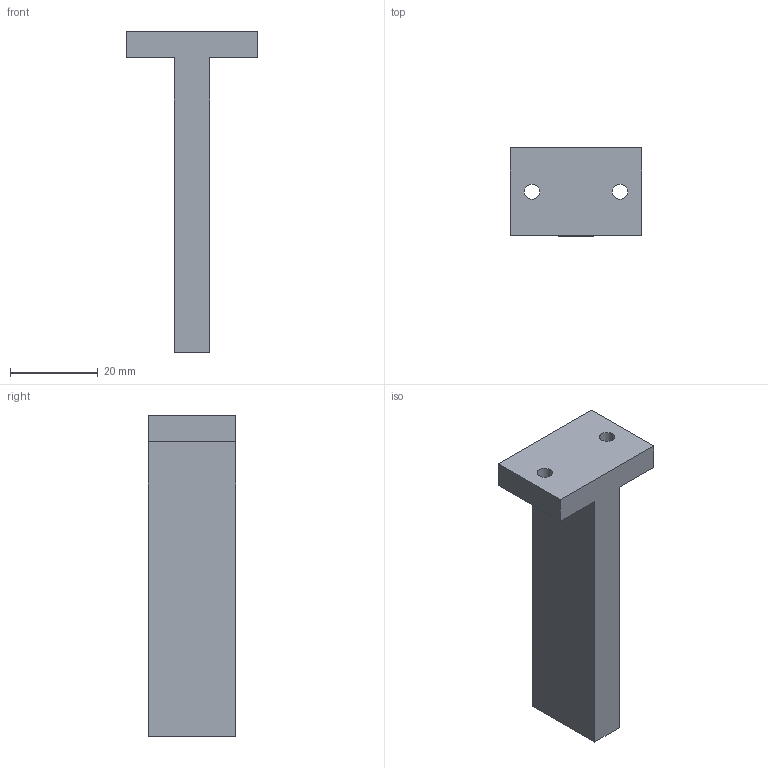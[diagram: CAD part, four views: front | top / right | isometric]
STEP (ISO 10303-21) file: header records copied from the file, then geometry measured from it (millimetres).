
FILE_DESCRIPTION(('STEP AP242'), '1');
FILE_NAME('櫻蠉錪', '', ('UNSPECIFIED'), ('UNSPECIFIED'), 'C3D Converter', 'C3D Toolkit', '');
FILE_SCHEMA(('AP242_MANAGED_MODEL_BASED_3D_ENGINEERING_MIM_LF { 1 0 10303 442 1 1 4 }'));
Length unit declared in the file: millimetre
Bounding box: 30 x 20 x 73 mm (x, y, z)
Volume: 14115.5 mm3; surface area: 5724.6 mm2
Topology: 1 solids, 1 shells, 14 faces, 33 edges, 22 vertices
Faces by surface type: plane 11, cylinder 3
Full cylindrical faces by diameter (mm): 3.5 x2, 4.5 x1
Entity records: 436 total; most frequent: CARTESIAN_POINT 67, DIRECTION 66, ORIENTED_EDGE 60, EDGE_CURVE 30, LINE 24, VECTOR 24, EDGE_LOOP 22, VERTEX_POINT 22
